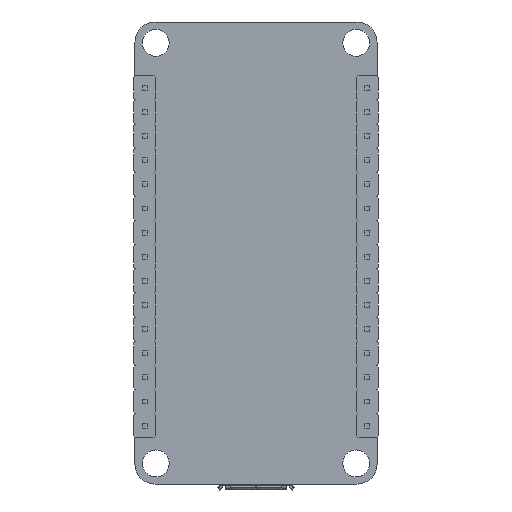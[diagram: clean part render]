
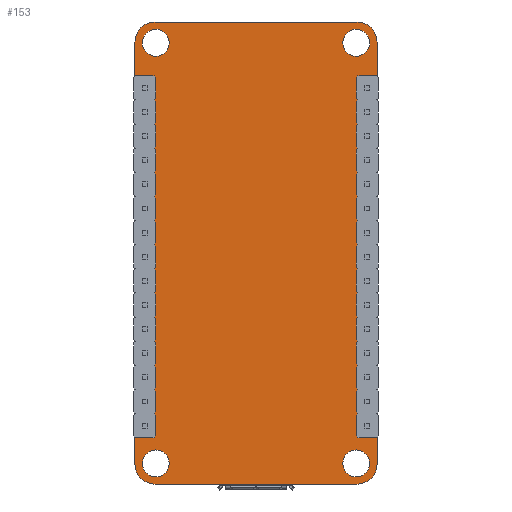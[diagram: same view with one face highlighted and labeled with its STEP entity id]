
A CAD part, front view. The second image highlights one B-rep face of the part: STEP entity #153.
In plain terms, the highlighted planar face has unit normal (0, -1, 0).
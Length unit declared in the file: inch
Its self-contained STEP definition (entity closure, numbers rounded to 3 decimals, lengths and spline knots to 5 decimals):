
#71 = VERTEX_POINT ( 'NONE', #6377 ) ;
#107 = CARTESIAN_POINT ( 'NONE',  ( 0., 0., 0. ) ) ;
#122 = VERTEX_POINT ( 'NONE', #24959 ) ;
#153 = ADVANCED_FACE ( 'NONE', ( #28030, #28355, #11905, #7140, #6826 ), #18609, .F. ) ;
#182 = CARTESIAN_POINT ( 'NONE',  ( -0.413, 0., 0.945 ) ) ;
#587 = EDGE_CURVE ( 'NONE', #19235, #1623, #11531, .T. ) ;
#601 = CIRCLE ( 'NONE', #7420, 0.055 ) ;
#1038 = DIRECTION ( 'NONE',  ( 0., 0., 1. ) ) ;
#1492 = DIRECTION ( 'NONE',  ( 0., 1., 0. ) ) ;
#1602 = CARTESIAN_POINT ( 'NONE',  ( -0.41, 0., 0.915 ) ) ;
#1623 = VERTEX_POINT ( 'NONE', #2851 ) ;
#1715 = DIRECTION ( 'NONE',  ( 0., 0., 1. ) ) ;
#2100 = DIRECTION ( 'NONE',  ( 0., 0., 1. ) ) ;
#2350 = CARTESIAN_POINT ( 'NONE',  ( -0.41, 0., -0.805 ) ) ;
#2687 = CIRCLE ( 'NONE', #18286, 0.055 ) ;
#2715 = CIRCLE ( 'NONE', #9559, 0.082 ) ;
#2839 = DIRECTION ( 'NONE',  ( -1., 0., 0. ) ) ;
#2851 = CARTESIAN_POINT ( 'NONE',  ( 0.41, 0., -0.915 ) ) ;
#2880 = ORIENTED_EDGE ( 'NONE', *, *, #24356, .F. ) ;
#3283 = CIRCLE ( 'NONE', #27284, 0.055 ) ;
#3604 = CARTESIAN_POINT ( 'NONE',  ( -0.495, 0., -0.945 ) ) ;
#3784 = DIRECTION ( 'NONE',  ( 0., 0., 1. ) ) ;
#3812 = VERTEX_POINT ( 'NONE', #182 ) ;
#3889 = VERTEX_POINT ( 'NONE', #21770 ) ;
#4573 = VERTEX_POINT ( 'NONE', #1602 ) ;
#5222 = CARTESIAN_POINT ( 'NONE',  ( -0.413, 0., -0.945 ) ) ;
#5293 = LINE ( 'NONE', #5444, #7003 ) ;
#5444 = CARTESIAN_POINT ( 'NONE',  ( -0.495, 0., 0.945 ) ) ;
#5523 = EDGE_CURVE ( 'NONE', #122, #6167, #9183, .T. ) ;
#5755 = DIRECTION ( 'NONE',  ( 1., 0., 0. ) ) ;
#6167 = VERTEX_POINT ( 'NONE', #21707 ) ;
#6377 = CARTESIAN_POINT ( 'NONE',  ( 0.41, 0., 0.805 ) ) ;
#6393 = CARTESIAN_POINT ( 'NONE',  ( -0.413, 0., 0.863 ) ) ;
#6826 = FACE_OUTER_BOUND ( 'NONE', #15140, .T. ) ;
#6848 = DIRECTION ( 'NONE',  ( 0., 0., 1. ) ) ;
#7003 = VECTOR ( 'NONE', #5755, 39.37008 ) ;
#7140 = FACE_BOUND ( 'NONE', #14979, .T. ) ;
#7262 = EDGE_CURVE ( 'NONE', #19379, #17192, #12754, .T. ) ;
#7340 = CARTESIAN_POINT ( 'NONE',  ( 0.413, 0., 0.863 ) ) ;
#7420 = AXIS2_PLACEMENT_3D ( 'NONE', #22362, #18062, #8284 ) ;
#7747 = CARTESIAN_POINT ( 'NONE',  ( -0.495, 0., -0.863 ) ) ;
#7799 = VERTEX_POINT ( 'NONE', #11984 ) ;
#7948 = EDGE_CURVE ( 'NONE', #23714, #71, #601, .T. ) ;
#8192 = DIRECTION ( 'NONE',  ( 0., 0., 1. ) ) ;
#8284 = DIRECTION ( 'NONE',  ( 0., 0., 1. ) ) ;
#8842 = AXIS2_PLACEMENT_3D ( 'NONE', #28387, #26051, #12541 ) ;
#8921 = CARTESIAN_POINT ( 'NONE',  ( -0.41, 0., 0.86 ) ) ;
#8928 = EDGE_CURVE ( 'NONE', #3889, #4573, #28593, .T. ) ;
#9150 = EDGE_CURVE ( 'NONE', #3812, #17422, #5293, .T. ) ;
#9160 = ORIENTED_EDGE ( 'NONE', *, *, #587, .T. ) ;
#9183 = CIRCLE ( 'NONE', #12111, 0.082 ) ;
#9559 = AXIS2_PLACEMENT_3D ( 'NONE', #7340, #14369, #21742 ) ;
#10445 = AXIS2_PLACEMENT_3D ( 'NONE', #21882, #1492, #24656 ) ;
#11008 = CIRCLE ( 'NONE', #16845, 0.082 ) ;
#11130 = DIRECTION ( 'NONE',  ( 0., -1., 0. ) ) ;
#11325 = CARTESIAN_POINT ( 'NONE',  ( -0.41, 0., 0.86 ) ) ;
#11414 = EDGE_CURVE ( 'NONE', #26991, #29881, #11008, .T. ) ;
#11531 = CIRCLE ( 'NONE', #20277, 0.055 ) ;
#11905 = FACE_BOUND ( 'NONE', #19230, .T. ) ;
#11984 = CARTESIAN_POINT ( 'NONE',  ( 0.495, 0., 0.863 ) ) ;
#12111 = AXIS2_PLACEMENT_3D ( 'NONE', #22740, #11130, #20424 ) ;
#12152 = EDGE_CURVE ( 'NONE', #7799, #17422, #2715, .T. ) ;
#12300 = EDGE_CURVE ( 'NONE', #4573, #3889, #17893, .T. ) ;
#12541 = DIRECTION ( 'NONE',  ( 0., 0., 1. ) ) ;
#12754 = CIRCLE ( 'NONE', #8842, 0.055 ) ;
#12772 = LINE ( 'NONE', #24290, #27330 ) ;
#13429 = DIRECTION ( 'NONE',  ( 0., 1., 0. ) ) ;
#13481 = EDGE_CURVE ( 'NONE', #7799, #6167, #12772, .T. ) ;
#14275 = ORIENTED_EDGE ( 'NONE', *, *, #20944, .T. ) ;
#14333 = DIRECTION ( 'NONE',  ( 0., 1., 0. ) ) ;
#14369 = DIRECTION ( 'NONE',  ( 0., -1., 0. ) ) ;
#14415 = ORIENTED_EDGE ( 'NONE', *, *, #12152, .T. ) ;
#14466 = AXIS2_PLACEMENT_3D ( 'NONE', #11325, #13429, #29891 ) ;
#14639 = VECTOR ( 'NONE', #8192, 39.37008 ) ;
#14803 = ORIENTED_EDGE ( 'NONE', *, *, #21202, .F. ) ;
#14979 = EDGE_LOOP ( 'NONE', ( #9160, #23181 ) ) ;
#15140 = EDGE_LOOP ( 'NONE', ( #2880, #23843, #14803, #25952, #17108, #14415, #23425, #17956 ) ) ;
#15335 = CARTESIAN_POINT ( 'NONE',  ( 0.41, 0., -0.86 ) ) ;
#15910 = AXIS2_PLACEMENT_3D ( 'NONE', #107, #14333, #2100 ) ;
#16663 = EDGE_CURVE ( 'NONE', #1623, #19235, #24624, .T. ) ;
#16792 = CARTESIAN_POINT ( 'NONE',  ( -0.41, 0., -0.86 ) ) ;
#16845 = AXIS2_PLACEMENT_3D ( 'NONE', #25360, #20716, #30139 ) ;
#17108 = ORIENTED_EDGE ( 'NONE', *, *, #13481, .F. ) ;
#17192 = VERTEX_POINT ( 'NONE', #28625 ) ;
#17215 = CARTESIAN_POINT ( 'NONE',  ( -0.495, 0., -0.945 ) ) ;
#17252 = AXIS2_PLACEMENT_3D ( 'NONE', #8921, #27656, #27955 ) ;
#17422 = VERTEX_POINT ( 'NONE', #25600 ) ;
#17797 = DIRECTION ( 'NONE',  ( 0., 1., 0. ) ) ;
#17893 = CIRCLE ( 'NONE', #14466, 0.055 ) ;
#17946 = VECTOR ( 'NONE', #2839, 39.37008 ) ;
#17956 = ORIENTED_EDGE ( 'NONE', *, *, #28942, .T. ) ;
#17971 = EDGE_CURVE ( 'NONE', #71, #23714, #2687, .T. ) ;
#18062 = DIRECTION ( 'NONE',  ( 0., 1., 0. ) ) ;
#18098 = EDGE_LOOP ( 'NONE', ( #25294, #23882 ) ) ;
#18164 = EDGE_LOOP ( 'NONE', ( #21293, #24441 ) ) ;
#18286 = AXIS2_PLACEMENT_3D ( 'NONE', #24798, #24494, #3784 ) ;
#18609 = PLANE ( 'NONE',  #15910 ) ;
#18997 = CARTESIAN_POINT ( 'NONE',  ( 0.41, 0., 0.915 ) ) ;
#19225 = LINE ( 'NONE', #17215, #17946 ) ;
#19230 = EDGE_LOOP ( 'NONE', ( #25549, #14275 ) ) ;
#19235 = VERTEX_POINT ( 'NONE', #25510 ) ;
#19379 = VERTEX_POINT ( 'NONE', #2350 ) ;
#19842 = LINE ( 'NONE', #3604, #14639 ) ;
#20277 = AXIS2_PLACEMENT_3D ( 'NONE', #15335, #17797, #1715 ) ;
#20424 = DIRECTION ( 'NONE',  ( 0., 0., 1. ) ) ;
#20485 = DIRECTION ( 'NONE',  ( 0., -1., 0. ) ) ;
#20716 = DIRECTION ( 'NONE',  ( 0., -1., 0. ) ) ;
#20944 = EDGE_CURVE ( 'NONE', #17192, #19379, #3283, .T. ) ;
#21202 = EDGE_CURVE ( 'NONE', #122, #29881, #19225, .T. ) ;
#21293 = ORIENTED_EDGE ( 'NONE', *, *, #7948, .T. ) ;
#21707 = CARTESIAN_POINT ( 'NONE',  ( 0.495, 0., -0.863 ) ) ;
#21742 = DIRECTION ( 'NONE',  ( 0., 0., 1. ) ) ;
#21770 = CARTESIAN_POINT ( 'NONE',  ( -0.41, 0., 0.805 ) ) ;
#21783 = VERTEX_POINT ( 'NONE', #23567 ) ;
#21882 = CARTESIAN_POINT ( 'NONE',  ( 0.41, 0., -0.86 ) ) ;
#22362 = CARTESIAN_POINT ( 'NONE',  ( 0.41, 0., 0.86 ) ) ;
#22740 = CARTESIAN_POINT ( 'NONE',  ( 0.413, 0., -0.863 ) ) ;
#23181 = ORIENTED_EDGE ( 'NONE', *, *, #16663, .T. ) ;
#23425 = ORIENTED_EDGE ( 'NONE', *, *, #9150, .F. ) ;
#23567 = CARTESIAN_POINT ( 'NONE',  ( -0.495, 0., 0.863 ) ) ;
#23714 = VERTEX_POINT ( 'NONE', #18997 ) ;
#23843 = ORIENTED_EDGE ( 'NONE', *, *, #11414, .T. ) ;
#23882 = ORIENTED_EDGE ( 'NONE', *, *, #8928, .T. ) ;
#24061 = CIRCLE ( 'NONE', #25028, 0.082 ) ;
#24290 = CARTESIAN_POINT ( 'NONE',  ( 0.495, 0., -0.945 ) ) ;
#24356 = EDGE_CURVE ( 'NONE', #26991, #21783, #19842, .T. ) ;
#24441 = ORIENTED_EDGE ( 'NONE', *, *, #17971, .T. ) ;
#24494 = DIRECTION ( 'NONE',  ( 0., 1., 0. ) ) ;
#24624 = CIRCLE ( 'NONE', #10445, 0.055 ) ;
#24656 = DIRECTION ( 'NONE',  ( 0., 0., 1. ) ) ;
#24798 = CARTESIAN_POINT ( 'NONE',  ( 0.41, 0., 0.86 ) ) ;
#24959 = CARTESIAN_POINT ( 'NONE',  ( 0.413, 0., -0.945 ) ) ;
#25028 = AXIS2_PLACEMENT_3D ( 'NONE', #6393, #20485, #6848 ) ;
#25294 = ORIENTED_EDGE ( 'NONE', *, *, #12300, .T. ) ;
#25360 = CARTESIAN_POINT ( 'NONE',  ( -0.413, 0., -0.863 ) ) ;
#25510 = CARTESIAN_POINT ( 'NONE',  ( 0.41, 0., -0.805 ) ) ;
#25549 = ORIENTED_EDGE ( 'NONE', *, *, #7262, .T. ) ;
#25600 = CARTESIAN_POINT ( 'NONE',  ( 0.413, 0., 0.945 ) ) ;
#25952 = ORIENTED_EDGE ( 'NONE', *, *, #5523, .T. ) ;
#26051 = DIRECTION ( 'NONE',  ( 0., 1., 0. ) ) ;
#26181 = DIRECTION ( 'NONE',  ( 0., 1., 0. ) ) ;
#26991 = VERTEX_POINT ( 'NONE', #7747 ) ;
#27284 = AXIS2_PLACEMENT_3D ( 'NONE', #16792, #26181, #1038 ) ;
#27330 = VECTOR ( 'NONE', #29092, 39.37008 ) ;
#27656 = DIRECTION ( 'NONE',  ( 0., 1., 0. ) ) ;
#27955 = DIRECTION ( 'NONE',  ( 0., 0., 1. ) ) ;
#28030 = FACE_BOUND ( 'NONE', #18164, .T. ) ;
#28355 = FACE_BOUND ( 'NONE', #18098, .T. ) ;
#28387 = CARTESIAN_POINT ( 'NONE',  ( -0.41, 0., -0.86 ) ) ;
#28593 = CIRCLE ( 'NONE', #17252, 0.055 ) ;
#28625 = CARTESIAN_POINT ( 'NONE',  ( -0.41, 0., -0.915 ) ) ;
#28942 = EDGE_CURVE ( 'NONE', #3812, #21783, #24061, .T. ) ;
#29092 = DIRECTION ( 'NONE',  ( 0., 0., -1. ) ) ;
#29881 = VERTEX_POINT ( 'NONE', #5222 ) ;
#29891 = DIRECTION ( 'NONE',  ( 0., 0., 1. ) ) ;
#30139 = DIRECTION ( 'NONE',  ( 0., 0., 1. ) ) ;
